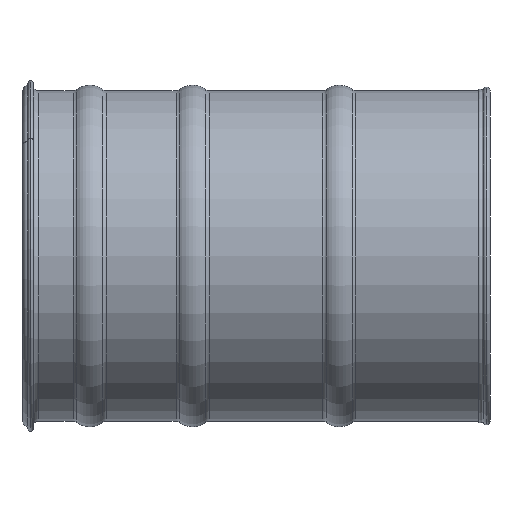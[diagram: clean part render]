
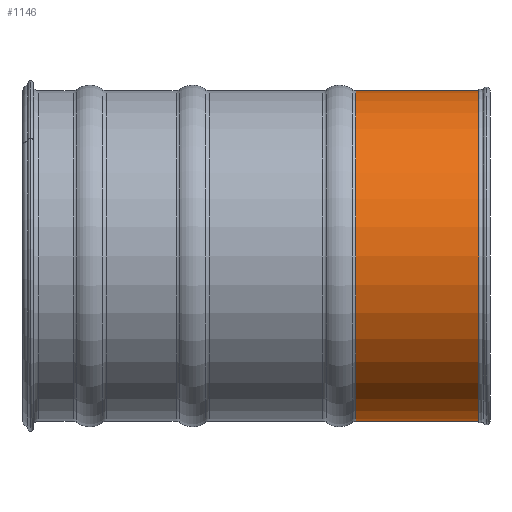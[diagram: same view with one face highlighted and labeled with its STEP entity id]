
A CAD part, left-side view. The second image highlights one B-rep face of the part: STEP entity #1146.
In plain terms, the highlighted cylindrical face has radius 285.75 mm (diameter 571.5 mm), a partial arc.
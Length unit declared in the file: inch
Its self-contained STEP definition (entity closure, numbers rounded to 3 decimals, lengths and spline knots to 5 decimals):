
#169 = EDGE_CURVE ( 'NONE', #1789, #1785, #736, .T. ) ;
#171 = EDGE_CURVE ( 'NONE', #1786, #1785, #2407, .T. ) ;
#174 = EDGE_CURVE ( 'NONE', #1781, #1789, #2433, .T. ) ;
#179 = EDGE_CURVE ( 'NONE', #1781, #1786, #756, .T. ) ;
#736 = CIRCLE ( 'NONE', #741, 11.25 ) ;
#741 = AXIS2_PLACEMENT_3D ( 'NONE', #2427, #2428, #2429 ) ;
#742 = VECTOR ( 'NONE', #2432, 39.37008 ) ;
#747 = VECTOR ( 'NONE', #2441, 39.37008 ) ;
#756 = CIRCLE ( 'NONE', #759, 11.25 ) ;
#759 = AXIS2_PLACEMENT_3D ( 'NONE', #2454, #2455, #2456 ) ;
#1146 = ADVANCED_FACE ( 'NONE', ( #3159 ), #3163, .T. ) ;
#1381 = ORIENTED_EDGE ( 'NONE', *, *, #174, .F. ) ;
#1382 = ORIENTED_EDGE ( 'NONE', *, *, #179, .T. ) ;
#1383 = ORIENTED_EDGE ( 'NONE', *, *, #169, .F. ) ;
#1781 = VERTEX_POINT ( 'NONE', #4171 ) ;
#1785 = VERTEX_POINT ( 'NONE', #4175 ) ;
#1786 = VERTEX_POINT ( 'NONE', #4176 ) ;
#1789 = VERTEX_POINT ( 'NONE', #4179 ) ;
#1991 = EDGE_LOOP ( 'NONE', ( #1381, #1382, #4532, #1383 ) ) ;
#2407 = LINE ( 'NONE', #2426, #742 ) ;
#2426 = CARTESIAN_POINT ( 'NONE',  ( 0., 0., -11.25 ) ) ;
#2427 = CARTESIAN_POINT ( 'NONE',  ( 0., 0.5, 0. ) ) ;
#2428 = DIRECTION ( 'NONE',  ( 0., -1., 0. ) ) ;
#2429 = DIRECTION ( 'NONE',  ( 0., 0., -1. ) ) ;
#2432 = DIRECTION ( 'NONE',  ( 0., -1., 0. ) ) ;
#2433 = LINE ( 'NONE', #2434, #747 ) ;
#2434 = CARTESIAN_POINT ( 'NONE',  ( 0., 0., 11.25 ) ) ;
#2441 = DIRECTION ( 'NONE',  ( 0., -1., 0. ) ) ;
#2454 = CARTESIAN_POINT ( 'NONE',  ( 0., 8.875, 0. ) ) ;
#2455 = DIRECTION ( 'NONE',  ( 0., -1., 0. ) ) ;
#2456 = DIRECTION ( 'NONE',  ( 0., 0., -1. ) ) ;
#3159 = FACE_OUTER_BOUND ( 'NONE', #1991, .T. ) ;
#3161 = DIRECTION ( 'NONE',  ( 0., -1., 0. ) ) ;
#3163 = CYLINDRICAL_SURFACE ( 'NONE', #3443, 11.25 ) ;
#3164 = CARTESIAN_POINT ( 'NONE',  ( 0., 0., 0. ) ) ;
#3166 = DIRECTION ( 'NONE',  ( 0., 0., -1. ) ) ;
#3443 = AXIS2_PLACEMENT_3D ( 'NONE', #3164, #3161, #3166 ) ;
#4171 = CARTESIAN_POINT ( 'NONE',  ( 0., 8.875, 11.25 ) ) ;
#4175 = CARTESIAN_POINT ( 'NONE',  ( 0., 0.5, -11.25 ) ) ;
#4176 = CARTESIAN_POINT ( 'NONE',  ( 0., 8.875, -11.25 ) ) ;
#4179 = CARTESIAN_POINT ( 'NONE',  ( 0., 0.5, 11.25 ) ) ;
#4532 = ORIENTED_EDGE ( 'NONE', *, *, #171, .T. ) ;
